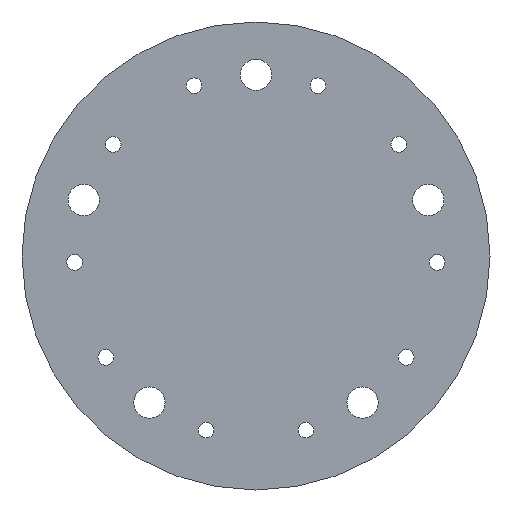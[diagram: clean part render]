
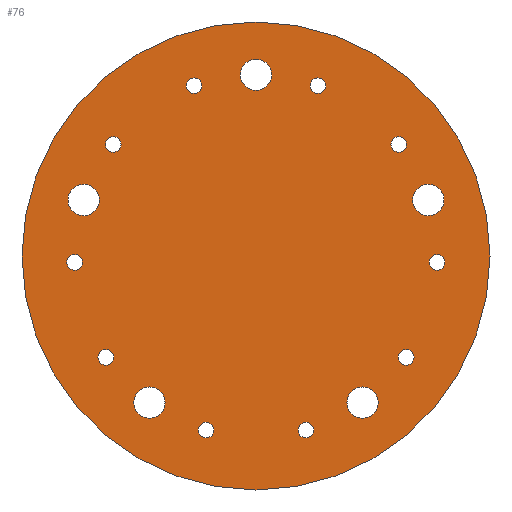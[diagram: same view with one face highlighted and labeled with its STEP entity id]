
A CAD part, left-side view. The second image highlights one B-rep face of the part: STEP entity #76.
In plain terms, the highlighted planar face has unit normal (-1, 0, 0).
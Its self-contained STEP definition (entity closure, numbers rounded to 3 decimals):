
#76 = ADVANCED_FACE( '', ( #97, #98, #99, #100, #101, #102, #103, #104, #105, #106, #107, #108, #109, #110, #111, #112 ), #113, .T. );
#97 = FACE_BOUND( '', #179, .T. );
#98 = FACE_BOUND( '', #180, .T. );
#99 = FACE_BOUND( '', #181, .T. );
#100 = FACE_BOUND( '', #182, .T. );
#101 = FACE_BOUND( '', #183, .T. );
#102 = FACE_BOUND( '', #184, .T. );
#103 = FACE_BOUND( '', #185, .T. );
#104 = FACE_BOUND( '', #186, .T. );
#105 = FACE_BOUND( '', #187, .T. );
#106 = FACE_BOUND( '', #188, .T. );
#107 = FACE_BOUND( '', #189, .T. );
#108 = FACE_BOUND( '', #190, .T. );
#109 = FACE_BOUND( '', #191, .T. );
#110 = FACE_BOUND( '', #192, .T. );
#111 = FACE_BOUND( '', #193, .T. );
#112 = FACE_OUTER_BOUND( '', #194, .T. );
#113 = PLANE( '', #195 );
#179 = EDGE_LOOP( '', ( #263 ) );
#180 = EDGE_LOOP( '', ( #264 ) );
#181 = EDGE_LOOP( '', ( #265 ) );
#182 = EDGE_LOOP( '', ( #266 ) );
#183 = EDGE_LOOP( '', ( #267 ) );
#184 = EDGE_LOOP( '', ( #268 ) );
#185 = EDGE_LOOP( '', ( #269 ) );
#186 = EDGE_LOOP( '', ( #270 ) );
#187 = EDGE_LOOP( '', ( #271 ) );
#188 = EDGE_LOOP( '', ( #272 ) );
#189 = EDGE_LOOP( '', ( #273 ) );
#190 = EDGE_LOOP( '', ( #274 ) );
#191 = EDGE_LOOP( '', ( #275 ) );
#192 = EDGE_LOOP( '', ( #276 ) );
#193 = EDGE_LOOP( '', ( #277 ) );
#194 = EDGE_LOOP( '', ( #278 ) );
#195 = AXIS2_PLACEMENT_3D( '', #279, #280, #281 );
#263 = ORIENTED_EDGE( '', *, *, #378, .T. );
#264 = ORIENTED_EDGE( '', *, *, #379, .T. );
#265 = ORIENTED_EDGE( '', *, *, #380, .T. );
#266 = ORIENTED_EDGE( '', *, *, #381, .T. );
#267 = ORIENTED_EDGE( '', *, *, #382, .T. );
#268 = ORIENTED_EDGE( '', *, *, #383, .T. );
#269 = ORIENTED_EDGE( '', *, *, #384, .T. );
#270 = ORIENTED_EDGE( '', *, *, #385, .T. );
#271 = ORIENTED_EDGE( '', *, *, #386, .T. );
#272 = ORIENTED_EDGE( '', *, *, #387, .T. );
#273 = ORIENTED_EDGE( '', *, *, #388, .T. );
#274 = ORIENTED_EDGE( '', *, *, #389, .T. );
#275 = ORIENTED_EDGE( '', *, *, #390, .T. );
#276 = ORIENTED_EDGE( '', *, *, #391, .T. );
#277 = ORIENTED_EDGE( '', *, *, #392, .T. );
#278 = ORIENTED_EDGE( '', *, *, #377, .T. );
#279 = CARTESIAN_POINT( '', ( -25.6, 0., 0. ) );
#280 = DIRECTION( '', ( -1., 0., 0. ) );
#281 = DIRECTION( '', ( 0., -1., 0. ) );
#377 = EDGE_CURVE( '', #410, #410, #411, .T. );
#378 = EDGE_CURVE( '', #412, #412, #413, .T. );
#379 = EDGE_CURVE( '', #414, #414, #415, .T. );
#380 = EDGE_CURVE( '', #416, #416, #417, .T. );
#381 = EDGE_CURVE( '', #418, #418, #419, .T. );
#382 = EDGE_CURVE( '', #420, #420, #421, .T. );
#383 = EDGE_CURVE( '', #422, #422, #423, .T. );
#384 = EDGE_CURVE( '', #424, #424, #425, .T. );
#385 = EDGE_CURVE( '', #426, #426, #427, .T. );
#386 = EDGE_CURVE( '', #428, #428, #429, .T. );
#387 = EDGE_CURVE( '', #430, #430, #431, .T. );
#388 = EDGE_CURVE( '', #432, #432, #433, .T. );
#389 = EDGE_CURVE( '', #434, #434, #435, .T. );
#390 = EDGE_CURVE( '', #436, #436, #437, .T. );
#391 = EDGE_CURVE( '', #438, #438, #439, .T. );
#392 = EDGE_CURVE( '', #440, #440, #441, .T. );
#410 = VERTEX_POINT( '', #474 );
#411 = CIRCLE( '', #475, 74.9 );
#412 = VERTEX_POINT( '', #476 );
#413 = CIRCLE( '', #477, 2.5 );
#414 = VERTEX_POINT( '', #478 );
#415 = CIRCLE( '', #479, 2.5 );
#416 = VERTEX_POINT( '', #480 );
#417 = CIRCLE( '', #481, 2.5 );
#418 = VERTEX_POINT( '', #482 );
#419 = CIRCLE( '', #483, 2.5 );
#420 = VERTEX_POINT( '', #484 );
#421 = CIRCLE( '', #485, 2.5 );
#422 = VERTEX_POINT( '', #486 );
#423 = CIRCLE( '', #487, 2.5 );
#424 = VERTEX_POINT( '', #488 );
#425 = CIRCLE( '', #489, 2.5 );
#426 = VERTEX_POINT( '', #490 );
#427 = CIRCLE( '', #491, 2.5 );
#428 = VERTEX_POINT( '', #492 );
#429 = CIRCLE( '', #493, 2.5 );
#430 = VERTEX_POINT( '', #494 );
#431 = CIRCLE( '', #495, 2.5 );
#432 = VERTEX_POINT( '', #496 );
#433 = CIRCLE( '', #497, 5. );
#434 = VERTEX_POINT( '', #498 );
#435 = CIRCLE( '', #499, 5. );
#436 = VERTEX_POINT( '', #500 );
#437 = CIRCLE( '', #501, 5. );
#438 = VERTEX_POINT( '', #502 );
#439 = CIRCLE( '', #503, 5. );
#440 = VERTEX_POINT( '', #504 );
#441 = CIRCLE( '', #505, 5. );
#474 = CARTESIAN_POINT( '', ( -25.6, -74.9, 0. ) );
#475 = AXIS2_PLACEMENT_3D( '', #539, #540, #541 );
#476 = CARTESIAN_POINT( '', ( -25.6, -48.204, 35.708 ) );
#477 = AXIS2_PLACEMENT_3D( '', #542, #543, #544 );
#478 = CARTESIAN_POINT( '', ( -25.6, -60.465, -2.024 ) );
#479 = AXIS2_PLACEMENT_3D( '', #545, #546, #547 );
#480 = CARTESIAN_POINT( '', ( -25.6, -50.584, -32.433 ) );
#481 = AXIS2_PLACEMENT_3D( '', #548, #549, #550 );
#482 = CARTESIAN_POINT( '', ( -25.6, -18.487, -55.753 ) );
#483 = AXIS2_PLACEMENT_3D( '', #551, #552, #553 );
#484 = CARTESIAN_POINT( '', ( -25.6, 13.487, -55.753 ) );
#485 = AXIS2_PLACEMENT_3D( '', #554, #555, #556 );
#486 = CARTESIAN_POINT( '', ( -25.6, 45.584, -32.433 ) );
#487 = AXIS2_PLACEMENT_3D( '', #557, #558, #559 );
#488 = CARTESIAN_POINT( '', ( -25.6, 55.535, -2.024 ) );
#489 = AXIS2_PLACEMENT_3D( '', #560, #561, #562 );
#490 = CARTESIAN_POINT( '', ( -25.6, 43.205, 35.708 ) );
#491 = AXIS2_PLACEMENT_3D( '', #563, #564, #565 );
#492 = CARTESIAN_POINT( '', ( -25.6, -22.337, 54.502 ) );
#493 = AXIS2_PLACEMENT_3D( '', #566, #567, #568 );
#494 = CARTESIAN_POINT( '', ( -25.6, 17.337, 54.502 ) );
#495 = AXIS2_PLACEMENT_3D( '', #569, #570, #571 );
#496 = CARTESIAN_POINT( '', ( -25.6, -60.161, 17.923 ) );
#497 = AXIS2_PLACEMENT_3D( '', #572, #573, #574 );
#498 = CARTESIAN_POINT( '', ( -25.6, -39.092, -46.923 ) );
#499 = AXIS2_PLACEMENT_3D( '', #575, #576, #577 );
#500 = CARTESIAN_POINT( '', ( -25.6, 29.092, -46.923 ) );
#501 = AXIS2_PLACEMENT_3D( '', #578, #579, #580 );
#502 = CARTESIAN_POINT( '', ( -25.6, 50.161, 17.923 ) );
#503 = AXIS2_PLACEMENT_3D( '', #581, #582, #583 );
#504 = CARTESIAN_POINT( '', ( -25.6, -5., 58. ) );
#505 = AXIS2_PLACEMENT_3D( '', #584, #585, #586 );
#539 = CARTESIAN_POINT( '', ( -25.6, 0., 0. ) );
#540 = DIRECTION( '', ( -1., 0., 0. ) );
#541 = DIRECTION( '', ( 0., -1., 0. ) );
#542 = CARTESIAN_POINT( '', ( -25.6, -45.704, 35.708 ) );
#543 = DIRECTION( '', ( 1., 0., 0. ) );
#544 = DIRECTION( '', ( 0., -1., 0. ) );
#545 = CARTESIAN_POINT( '', ( -25.6, -57.965, -2.024 ) );
#546 = DIRECTION( '', ( 1., 0., 0. ) );
#547 = DIRECTION( '', ( 0., -1., 0. ) );
#548 = CARTESIAN_POINT( '', ( -25.6, -48.084, -32.433 ) );
#549 = DIRECTION( '', ( 1., 0., 0. ) );
#550 = DIRECTION( '', ( 0., -1., 0. ) );
#551 = CARTESIAN_POINT( '', ( -25.6, -15.987, -55.753 ) );
#552 = DIRECTION( '', ( 1., 0., 0. ) );
#553 = DIRECTION( '', ( 0., -1., 0. ) );
#554 = CARTESIAN_POINT( '', ( -25.6, 15.987, -55.753 ) );
#555 = DIRECTION( '', ( 1., 0., 0. ) );
#556 = DIRECTION( '', ( 0., -1., 0. ) );
#557 = CARTESIAN_POINT( '', ( -25.6, 48.084, -32.433 ) );
#558 = DIRECTION( '', ( 1., 0., 0. ) );
#559 = DIRECTION( '', ( 0., -1., 0. ) );
#560 = CARTESIAN_POINT( '', ( -25.6, 58.035, -2.024 ) );
#561 = DIRECTION( '', ( 1., 0., 0. ) );
#562 = DIRECTION( '', ( 0., -1., 0. ) );
#563 = CARTESIAN_POINT( '', ( -25.6, 45.705, 35.708 ) );
#564 = DIRECTION( '', ( 1., 0., 0. ) );
#565 = DIRECTION( '', ( 0., -1., 0. ) );
#566 = CARTESIAN_POINT( '', ( -25.6, -19.837, 54.502 ) );
#567 = DIRECTION( '', ( 1., 0., 0. ) );
#568 = DIRECTION( '', ( 0., -1., 0. ) );
#569 = CARTESIAN_POINT( '', ( -25.6, 19.837, 54.502 ) );
#570 = DIRECTION( '', ( 1., 0., 0. ) );
#571 = DIRECTION( '', ( 0., -1., 0. ) );
#572 = CARTESIAN_POINT( '', ( -25.6, -55.161, 17.923 ) );
#573 = DIRECTION( '', ( 1., 0., 0. ) );
#574 = DIRECTION( '', ( 0., -1., 0. ) );
#575 = CARTESIAN_POINT( '', ( -25.6, -34.092, -46.923 ) );
#576 = DIRECTION( '', ( 1., 0., 0. ) );
#577 = DIRECTION( '', ( 0., -1., 0. ) );
#578 = CARTESIAN_POINT( '', ( -25.6, 34.092, -46.923 ) );
#579 = DIRECTION( '', ( 1., 0., 0. ) );
#580 = DIRECTION( '', ( 0., -1., 0. ) );
#581 = CARTESIAN_POINT( '', ( -25.6, 55.161, 17.923 ) );
#582 = DIRECTION( '', ( 1., 0., 0. ) );
#583 = DIRECTION( '', ( 0., -1., 0. ) );
#584 = CARTESIAN_POINT( '', ( -25.6, 0., 58. ) );
#585 = DIRECTION( '', ( 1., 0., 0. ) );
#586 = DIRECTION( '', ( 0., -1., 0. ) );
